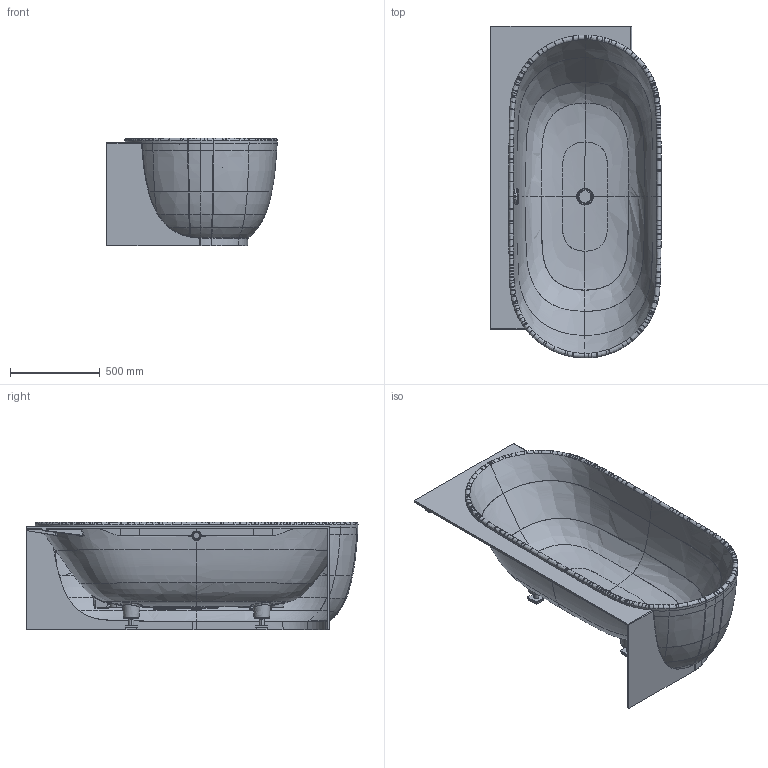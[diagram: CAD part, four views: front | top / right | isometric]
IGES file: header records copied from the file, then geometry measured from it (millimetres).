
Global section: file name: No Iges File Name specified; native system: Autodesk Inventor 2011; preprocessor: AutoDesk Inventor Iges Exporter R2011; author: Administrator; date: 20170620.200623; units: millimetre
Bounding box: 950.52 x 1850.59 x 600.05 mm (x, y, z)
Volume: 511443.3 mm3; surface area: 8922329.3 mm2
Topology: 15 solids, 15 shells, 1322 faces, 19097 edges, 18904 vertices
Faces by surface type: bspline 961, plane 174, revolution 115, cylinder 50, cone 18, torus 4
